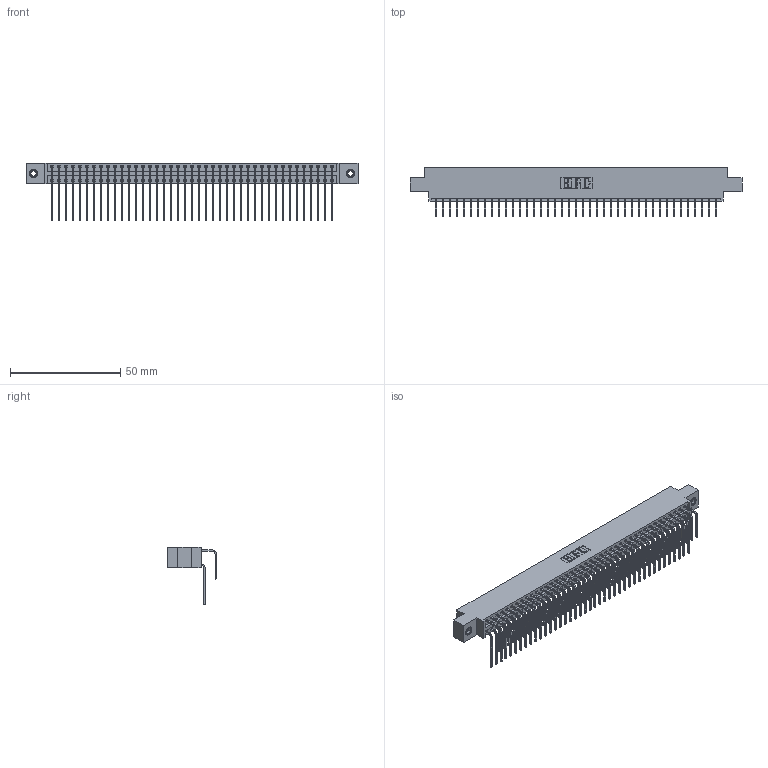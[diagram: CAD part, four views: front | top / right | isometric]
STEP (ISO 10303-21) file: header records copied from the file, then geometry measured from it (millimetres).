
FILE_DESCRIPTION (( 'STEP AP203' ), '1' );
FILE_NAME ('396-082-558-807.STEP', '2018-09-09T23:45:48', ( '' ), ( '' ), 'SwSTEP 2.0', 'SolidWorks 2016', '' );
FILE_SCHEMA (( 'CONFIG_CONTROL_DESIGN' ));
Length unit declared in the file: inch
Products named in the file (5): 345-292-001_558 559 Tail - 1; 345-292-001_558 Tail - 2; 345-250-001_345-250-005-103; 396-082-558-807; 346 Part_0.170 Offset - 0.156 Dia-TI
Assembly tree (85 placements, depth 2):
  396-082-558-807
    346 Part_0.170 Offset - 0.156 Dia-TI
    345-292-001_558 559 Tail - 1  x41
    345-292-001_558 Tail - 2  x41
    345-250-001_345-250-005-103  x2
Bounding box: 150.75 x 22.16 x 26.16 mm (x, y, z)
Volume: 14997 mm3; surface area: 23081.4 mm2
Topology: 85 solids, 85 shells, 4614 faces, 13679 edges, 9002 vertices
Faces by surface type: plane 3146, cylinder 1452, cone 12, torus 4
Entity records: 29994 total; most frequent: CARTESIAN_POINT 4982, ORIENTED_EDGE 4858, DIRECTION 4439, EDGE_CURVE 2429, LINE 2073, VECTOR 2073, VERTEX_POINT 1612, AXIS2_PLACEMENT_3D 1183
